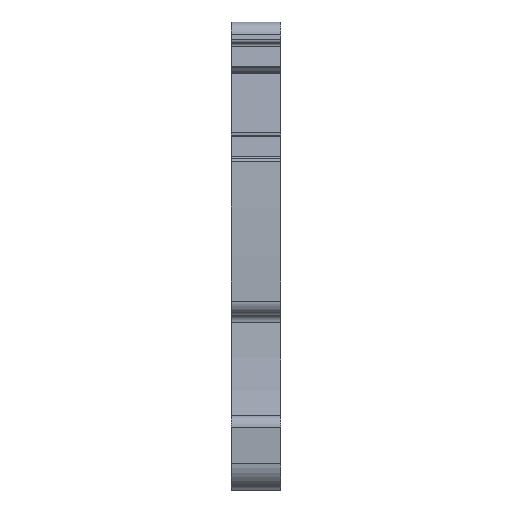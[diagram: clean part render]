
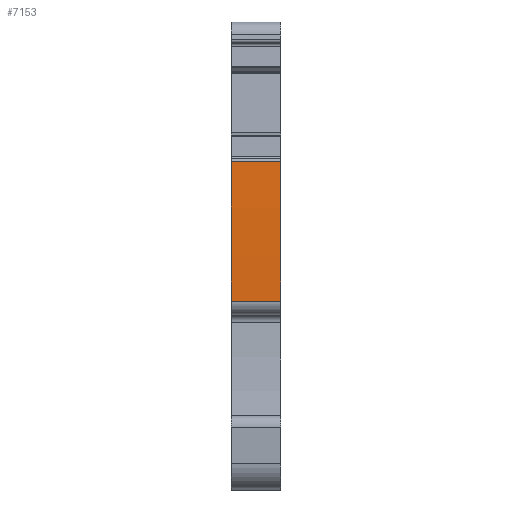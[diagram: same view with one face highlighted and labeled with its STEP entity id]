
A CAD part, front view. The second image highlights one B-rep face of the part: STEP entity #7153.
In plain terms, the highlighted cylindrical face has radius 122.182 mm (diameter 244.364 mm), a partial arc.
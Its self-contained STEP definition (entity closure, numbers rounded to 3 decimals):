
#1518=AXIS2_PLACEMENT_3D('Circle Axis2P3D',#1516,#1517,$) ;
#1525=AXIS2_PLACEMENT_3D('Circle Axis2P3D',#1523,#1524,$) ;
#5992=AXIS2_PLACEMENT_3D('Cylinder Axis2P3D',#5989,#5990,#5991) ;
#7135=AXIS2_PLACEMENT_3D('Circle Axis2P3D',#7133,#7134,$) ;
#7142=AXIS2_PLACEMENT_3D('Circle Axis2P3D',#7140,#7141,$) ;
#1513=CARTESIAN_POINT('Vertex',(0.,1.529,13.42)) ;
#1516=CARTESIAN_POINT('Axis2P3D Location',(0.,123.602,17.104)) ;
#1520=CARTESIAN_POINT('Vertex',(0.,1.528,13.45)) ;
#1523=CARTESIAN_POINT('Axis2P3D Location',(0.,123.656,17.106)) ;
#1527=CARTESIAN_POINT('Vertex',(0.,1.637,23.414)) ;
#5989=CARTESIAN_POINT('Axis2P3D Location',(1.75,123.656,17.106)) ;
#7106=CARTESIAN_POINT('Line Origine',(1.75,1.637,23.414)) ;
#7110=CARTESIAN_POINT('Vertex',(3.5,1.637,23.414)) ;
#7126=CARTESIAN_POINT('Line Origine',(1.75,1.529,13.42)) ;
#7130=CARTESIAN_POINT('Vertex',(3.5,1.529,13.42)) ;
#7133=CARTESIAN_POINT('Axis2P3D Location',(3.5,123.656,17.106)) ;
#7137=CARTESIAN_POINT('Vertex',(3.5,1.528,13.45)) ;
#7140=CARTESIAN_POINT('Axis2P3D Location',(3.5,123.656,17.106)) ;
#1517=DIRECTION('Axis2P3D Direction',(1.,0.,0.)) ;
#1524=DIRECTION('Axis2P3D Direction',(1.,0.,0.)) ;
#5990=DIRECTION('Axis2P3D Direction',(1.,0.,0.)) ;
#5991=DIRECTION('Axis2P3D XDirection',(0.,-0.992,0.126)) ;
#7107=DIRECTION('Vector Direction',(1.,0.,0.)) ;
#7127=DIRECTION('Vector Direction',(1.,0.,0.)) ;
#7134=DIRECTION('Axis2P3D Direction',(1.,0.,0.)) ;
#7141=DIRECTION('Axis2P3D Direction',(1.,0.,0.)) ;
#7108=VECTOR('Line Direction',#7107,1.) ;
#7128=VECTOR('Line Direction',#7127,1.) ;
#7146=ORIENTED_EDGE('',*,*,#7112,.T.) ;
#7147=ORIENTED_EDGE('',*,*,#1529,.T.) ;
#7148=ORIENTED_EDGE('',*,*,#1522,.T.) ;
#7149=ORIENTED_EDGE('',*,*,#7132,.T.) ;
#7150=ORIENTED_EDGE('',*,*,#7139,.F.) ;
#7151=ORIENTED_EDGE('',*,*,#7144,.F.) ;
#7153=ADVANCED_FACE('MLD_1',(#7152),#5993,.T.) ;
#1519=CIRCLE('generated circle',#1518,122.128) ;
#1526=CIRCLE('generated circle',#1525,122.182) ;
#7136=CIRCLE('generated circle',#7135,122.182) ;
#7143=CIRCLE('generated circle',#7142,122.182) ;
#5993=CYLINDRICAL_SURFACE('generated cylinder',#5992,122.182) ;
#1522=EDGE_CURVE('',#1521,#1514,#1519,.T.) ;
#1529=EDGE_CURVE('',#1528,#1521,#1526,.T.) ;
#7112=EDGE_CURVE('',#7111,#1528,#7109,.F.) ;
#7132=EDGE_CURVE('',#1514,#7131,#7129,.T.) ;
#7139=EDGE_CURVE('',#7138,#7131,#7136,.T.) ;
#7144=EDGE_CURVE('',#7111,#7138,#7143,.T.) ;
#7145=EDGE_LOOP('',(#7146,#7147,#7148,#7149,#7150,#7151)) ;
#7152=FACE_OUTER_BOUND('',#7145,.T.) ;
#7109=LINE('Line',#7106,#7108) ;
#7129=LINE('Line',#7126,#7128) ;
#1514=VERTEX_POINT('',#1513) ;
#1521=VERTEX_POINT('',#1520) ;
#1528=VERTEX_POINT('',#1527) ;
#7111=VERTEX_POINT('',#7110) ;
#7131=VERTEX_POINT('',#7130) ;
#7138=VERTEX_POINT('',#7137) ;
